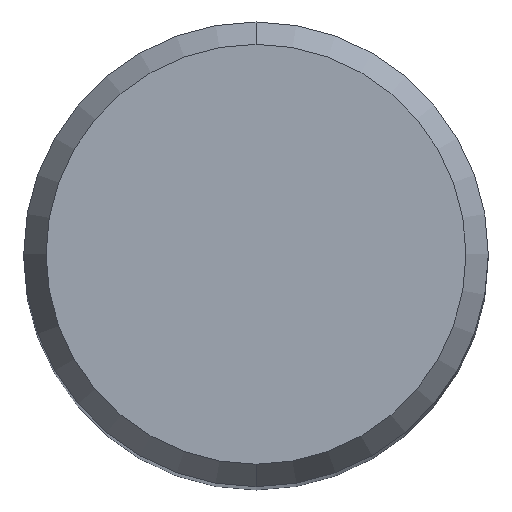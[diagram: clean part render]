
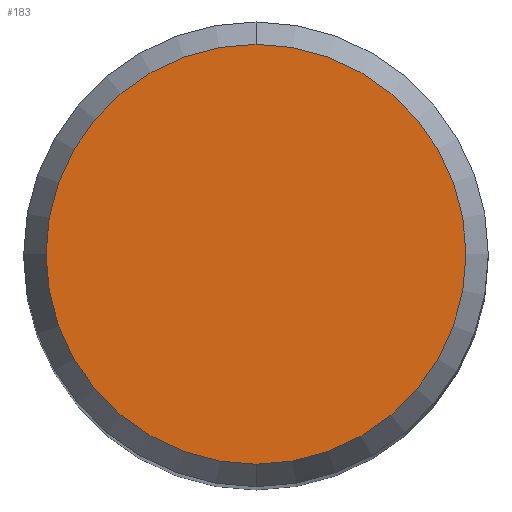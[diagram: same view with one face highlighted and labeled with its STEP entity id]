
A CAD part, top view. The second image highlights one B-rep face of the part: STEP entity #183.
In plain terms, the highlighted planar face has unit normal (0, 0, 1).
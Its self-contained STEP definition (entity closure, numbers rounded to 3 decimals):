
#119=EDGE_CURVE('',#147,#157,#270,.T.);
#147=VERTEX_POINT('',#302);
#157=VERTEX_POINT('',#313);
#183=ADVANCED_FACE('',(#344),#345,.T.);
#197=EDGE_CURVE('',#157,#147,#361,.T.);
#270=CIRCLE('',#438,4.304);
#302=CARTESIAN_POINT('',(0.,-4.304,0.));
#313=CARTESIAN_POINT('',(0.0,4.304,0.));
#344=FACE_OUTER_BOUND('',#528,.T.);
#345=PLANE('',#529);
#361=CIRCLE('',#549,4.304);
#438=AXIS2_PLACEMENT_3D('',#612,#613,#614);
#528=EDGE_LOOP('',(#716,#717));
#529=AXIS2_PLACEMENT_3D('',#718,#719,#720);
#549=AXIS2_PLACEMENT_3D('',#746,#747,#748);
#612=CARTESIAN_POINT('',(0.0,0.0,0.));
#613=DIRECTION('',(0.0,0.0,-1.0));
#614=DIRECTION('',(0.0,1.0,0.0));
#716=ORIENTED_EDGE('',*,*,#197,.F.);
#717=ORIENTED_EDGE('',*,*,#119,.F.);
#718=CARTESIAN_POINT('',(0.0,2.152,0.));
#719=DIRECTION('',(-0.0,0.0,1.0));
#720=DIRECTION('',(0.0,-1.0,0.0));
#746=CARTESIAN_POINT('',(0.0,0.0,0.));
#747=DIRECTION('',(0.0,0.0,-1.0));
#748=DIRECTION('',(0.0,1.0,0.0));
